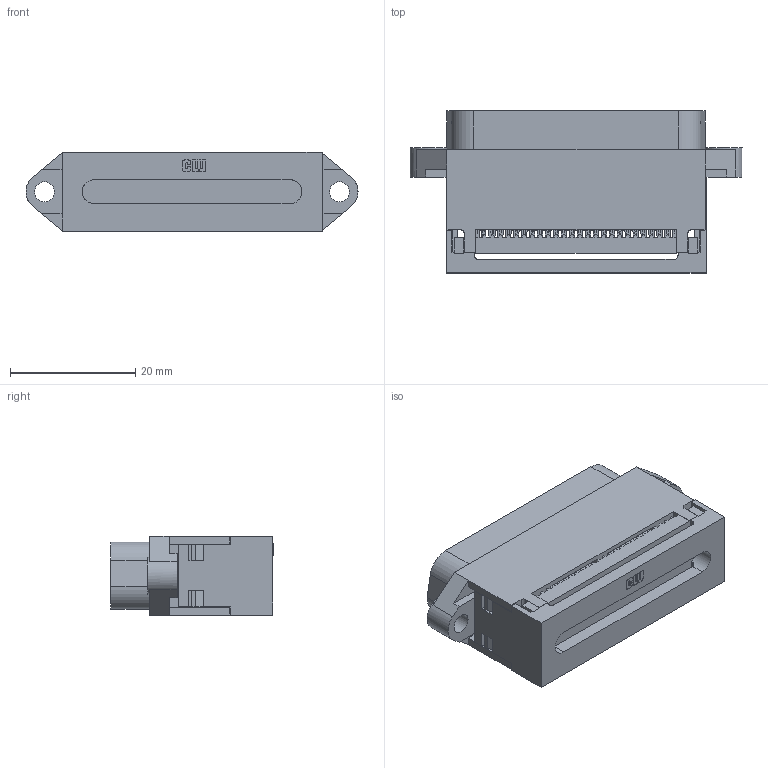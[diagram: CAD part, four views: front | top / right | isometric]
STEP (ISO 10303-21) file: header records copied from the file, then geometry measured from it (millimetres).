
FILE_DESCRIPTION(/* description */ (''),/* implementation_level */ '2;1');
FILE_NAME(/* name */ 'CWR-180-25 3D Model.stp',/* time_stamp */ '2023-12-04T14:05:24-05:00',/* author */ ('dwiltbank'),/* organization */ (''),/* preprocessor_version */ 'ST-DEVELOPER v19.2',/* originating_system */ 'Autodesk Inventor 2024',/* authorisation */ '');
FILE_SCHEMA (('AUTOMOTIVE_DESIGN { 1 0 10303 214 3 1 1 }'));
Products named in the file (1): CWR-180-25_Simplify_2
Bounding box: 52.93 x 25.9 x 12.62 mm (x, y, z)
Volume: 8450.5 mm3; surface area: 12688.2 mm2
Topology: 1 solids, 1 shells, 4805 faces, 13913 edges, 7506 vertices
Faces by surface type: plane 3502, cylinder 1116, bspline 112, torus 50, sphere 25
Full cylindrical faces by diameter (mm): 1.092 x25, 3.175 x2, 5.893 x2
Entity records: 161665 total; most frequent: CARTESIAN_POINT 29733, ORIENTED_EDGE 27876, DIRECTION 25954, EDGE_CURVE 13938, LINE 10756, VECTOR 10756, AXIS2_PLACEMENT_3D 7599, VERTEX_POINT 7506
